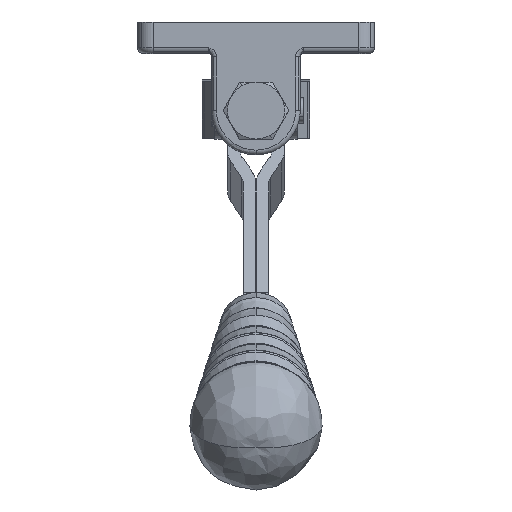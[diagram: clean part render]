
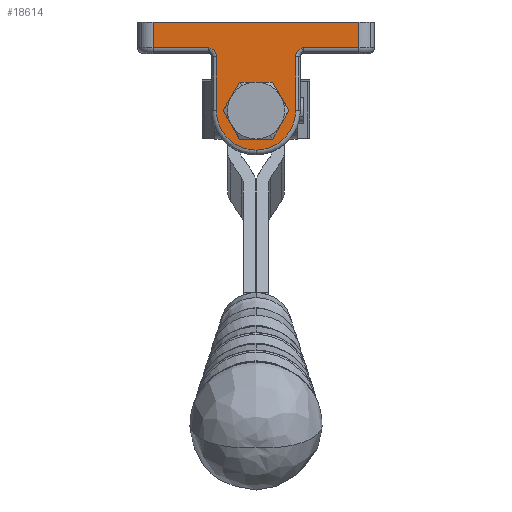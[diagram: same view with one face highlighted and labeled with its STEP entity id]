
A CAD part, left-side view. The second image highlights one B-rep face of the part: STEP entity #18614.
In plain terms, the highlighted planar face has unit normal (-1, 0, 0).
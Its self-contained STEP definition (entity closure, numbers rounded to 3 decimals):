
#1477=CARTESIAN_POINT('',(1.611,35.843,-18.));
#1478=VERTEX_POINT('',#1477);
#1487=CARTESIAN_POINT('',(1.611,17.843,-18.));
#1488=VERTEX_POINT('',#1487);
#1489=CARTESIAN_POINT('',(1.611,26.843,-18.0));
#1490=DIRECTION('',(1.0,0.0,0.0));
#1491=DIRECTION('',(0.0,0.0,1.0));
#1492=AXIS2_PLACEMENT_3D('',#1489,#1490,#1491);
#1493=CIRCLE('',#1492,9.0);
#1494=EDGE_CURVE('',#1488,#1478,#1493,.T.);
#5808=CARTESIAN_POINT('',(1.611,39.343,-18.0));
#5809=VERTEX_POINT('',#5808);
#5817=CARTESIAN_POINT('',(1.611,39.343,-0.958));
#5818=VERTEX_POINT('',#5817);
#5819=CARTESIAN_POINT('',(1.611,39.343,-18.0));
#5820=DIRECTION('',(0.0,0.0,1.0));
#5821=VECTOR('',#5820,17.042);
#5822=LINE('',#5819,#5821);
#5823=EDGE_CURVE('',#5809,#5818,#5822,.T.);
#5840=CARTESIAN_POINT('',(1.611,26.843,-30.5));
#5841=VERTEX_POINT('',#5840);
#5851=CARTESIAN_POINT('',(1.611,26.843,-18.0));
#5852=DIRECTION('',(1.0,0.0,0.0));
#5853=DIRECTION('',(0.0,0.0,-1.0));
#5854=AXIS2_PLACEMENT_3D('',#5851,#5852,#5853);
#5855=CIRCLE('',#5854,12.5);
#5856=EDGE_CURVE('',#5841,#5809,#5855,.T.);
#5902=CARTESIAN_POINT('',(1.611,14.343,-0.958));
#5903=VERTEX_POINT('',#5902);
#5911=CARTESIAN_POINT('',(1.611,14.343,-18.0));
#5912=VERTEX_POINT('',#5911);
#5913=CARTESIAN_POINT('',(1.611,14.343,-0.958));
#5914=DIRECTION('',(0.0,0.0,-1.0));
#5915=VECTOR('',#5914,17.042);
#5916=LINE('',#5913,#5915);
#5917=EDGE_CURVE('',#5903,#5912,#5916,.T.);
#6746=CARTESIAN_POINT('',(1.611,59.343,2.0));
#6747=VERTEX_POINT('',#6746);
#6755=CARTESIAN_POINT('',(1.611,59.343,10.0));
#6756=VERTEX_POINT('',#6755);
#6757=CARTESIAN_POINT('',(1.611,59.343,2.0));
#6758=DIRECTION('',(0.0,0.0,1.0));
#6759=VECTOR('',#6758,8.0);
#6760=LINE('',#6757,#6759);
#6761=EDGE_CURVE('',#6747,#6756,#6760,.T.);
#17640=CARTESIAN_POINT('',(1.611,-5.657,10.0));
#17641=VERTEX_POINT('',#17640);
#17649=CARTESIAN_POINT('',(1.611,-5.657,2.0));
#17650=VERTEX_POINT('',#17649);
#17651=CARTESIAN_POINT('',(1.611,-5.657,10.0));
#17652=DIRECTION('',(0.0,0.0,-1.0));
#17653=VECTOR('',#17652,8.0);
#17654=LINE('',#17651,#17653);
#17655=EDGE_CURVE('',#17641,#17650,#17654,.T.);
#18528=CARTESIAN_POINT('',(1.611,-10.657,0.0));
#18529=DIRECTION('',(-1.0,0.0,0.0));
#18530=DIRECTION('',(0.0,0.0,1.0));
#18531=AXIS2_PLACEMENT_3D('',#18528,#18529,#18530);
#18532=PLANE('',#18531);
#18533=CARTESIAN_POINT('',(1.611,11.843,2.0));
#18534=VERTEX_POINT('',#18533);
#18535=CARTESIAN_POINT('',(1.611,11.843,2.0));
#18536=CARTESIAN_POINT('',(1.611,12.288,1.801));
#18537=CARTESIAN_POINT('',(1.611,12.734,1.597));
#18538=CARTESIAN_POINT('',(1.611,13.483,1.044));
#18539=CARTESIAN_POINT('',(1.611,13.79,0.715));
#18540=CARTESIAN_POINT('',(1.611,14.139,0.087));
#18541=CARTESIAN_POINT('',(1.611,14.237,-0.172));
#18542=CARTESIAN_POINT('',(1.611,14.326,-0.614));
#18543=CARTESIAN_POINT('',(1.611,14.343,-0.787));
#18544=CARTESIAN_POINT('',(1.611,14.343,-0.958));
#18545=B_SPLINE_CURVE_WITH_KNOTS('',3,(#18535,#18536,#18537,#18538,#18539,#18540,#18541,#18542,#18543,#18544),.UNSPECIFIED.,.F.,.U.,(4,2,2,2,4),(-0.001,0.145,0.277,0.359,0.411),.UNSPECIFIED.);
#18546=EDGE_CURVE('',#18534,#5903,#18545,.T.);
#18547=ORIENTED_EDGE('',*,*,#18546,.F.);
#18548=CARTESIAN_POINT('',(1.611,-5.657,2.0));
#18549=DIRECTION('',(0.0,1.0,0.0));
#18550=VECTOR('',#18549,17.5);
#18551=LINE('',#18548,#18550);
#18552=EDGE_CURVE('',#17650,#18534,#18551,.T.);
#18553=ORIENTED_EDGE('',*,*,#18552,.F.);
#18554=ORIENTED_EDGE('',*,*,#17655,.F.);
#18555=CARTESIAN_POINT('',(1.611,-5.657,10.0));
#18556=DIRECTION('',(0.0,1.0,0.0));
#18557=VECTOR('',#18556,65.0);
#18558=LINE('',#18555,#18557);
#18559=EDGE_CURVE('',#17641,#6756,#18558,.T.);
#18560=ORIENTED_EDGE('',*,*,#18559,.T.);
#18561=ORIENTED_EDGE('',*,*,#6761,.F.);
#18562=CARTESIAN_POINT('',(1.611,41.843,2.0));
#18563=VERTEX_POINT('',#18562);
#18564=CARTESIAN_POINT('',(1.611,41.843,2.0));
#18565=DIRECTION('',(0.0,1.0,0.0));
#18566=VECTOR('',#18565,17.5);
#18567=LINE('',#18564,#18566);
#18568=EDGE_CURVE('',#18563,#6747,#18567,.T.);
#18569=ORIENTED_EDGE('',*,*,#18568,.F.);
#18570=CARTESIAN_POINT('',(1.611,39.343,-0.958));
#18571=CARTESIAN_POINT('',(1.611,39.343,-0.787));
#18572=CARTESIAN_POINT('',(1.611,39.361,-0.614));
#18573=CARTESIAN_POINT('',(1.611,39.45,-0.172));
#18574=CARTESIAN_POINT('',(1.611,39.547,0.087));
#18575=CARTESIAN_POINT('',(1.611,39.896,0.715));
#18576=CARTESIAN_POINT('',(1.611,40.204,1.044));
#18577=CARTESIAN_POINT('',(1.611,40.953,1.597));
#18578=CARTESIAN_POINT('',(1.611,41.399,1.801));
#18579=CARTESIAN_POINT('',(1.611,41.843,2.0));
#18580=B_SPLINE_CURVE_WITH_KNOTS('',3,(#18570,#18571,#18572,#18573,#18574,#18575,#18576,#18577,#18578,#18579),.UNSPECIFIED.,.F.,.U.,(4,2,2,2,4),(0.0,0.051,0.134,0.265,0.412),.UNSPECIFIED.);
#18581=EDGE_CURVE('',#5818,#18563,#18580,.T.);
#18582=ORIENTED_EDGE('',*,*,#18581,.F.);
#18583=ORIENTED_EDGE('',*,*,#5823,.F.);
#18584=ORIENTED_EDGE('',*,*,#5856,.F.);
#18585=CARTESIAN_POINT('',(1.611,26.843,-18.0));
#18586=DIRECTION('',(1.0,0.0,0.0));
#18587=DIRECTION('',(0.0,0.0,-1.0));
#18588=AXIS2_PLACEMENT_3D('',#18585,#18586,#18587);
#18589=CIRCLE('',#18588,12.5);
#18590=EDGE_CURVE('',#5912,#5841,#18589,.T.);
#18591=ORIENTED_EDGE('',*,*,#18590,.F.);
#18592=ORIENTED_EDGE('',*,*,#5917,.F.);
#18593=EDGE_LOOP('',(#18547,#18553,#18554,#18560,#18561,#18569,#18582,#18583,#18584,#18591,#18592));
#18594=FACE_OUTER_BOUND('',#18593,.T.);
#18595=CARTESIAN_POINT('',(1.611,26.843,-9.0));
#18596=VERTEX_POINT('',#18595);
#18597=CARTESIAN_POINT('',(1.611,26.843,-18.0));
#18598=DIRECTION('',(1.0,0.0,0.0));
#18599=DIRECTION('',(0.0,0.0,1.0));
#18600=AXIS2_PLACEMENT_3D('',#18597,#18598,#18599);
#18601=CIRCLE('',#18600,9.0);
#18602=EDGE_CURVE('',#18596,#1488,#18601,.T.);
#18603=ORIENTED_EDGE('',*,*,#18602,.T.);
#18604=ORIENTED_EDGE('',*,*,#1494,.T.);
#18605=CARTESIAN_POINT('',(1.611,26.843,-18.0));
#18606=DIRECTION('',(1.0,0.0,0.0));
#18607=DIRECTION('',(0.0,0.0,1.0));
#18608=AXIS2_PLACEMENT_3D('',#18605,#18606,#18607);
#18609=CIRCLE('',#18608,9.0);
#18610=EDGE_CURVE('',#1478,#18596,#18609,.T.);
#18611=ORIENTED_EDGE('',*,*,#18610,.T.);
#18612=EDGE_LOOP('',(#18603,#18604,#18611));
#18613=FACE_BOUND('',#18612,.T.);
#18614=ADVANCED_FACE('',(#18594,#18613),#18532,.T.);
